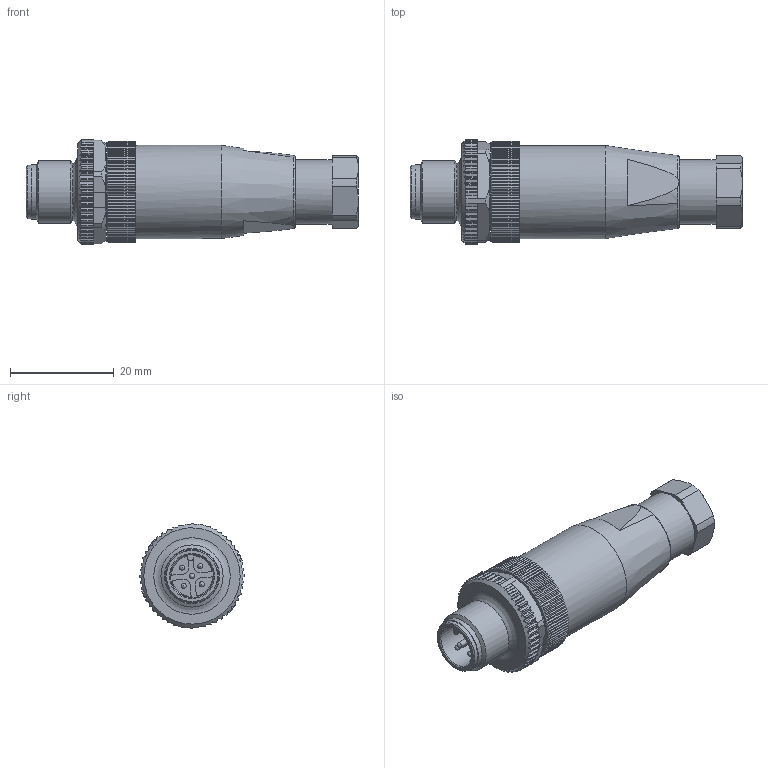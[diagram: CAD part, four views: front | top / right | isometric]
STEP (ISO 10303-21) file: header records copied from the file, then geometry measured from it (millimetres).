
FILE_DESCRIPTION(/* description */ (''),/* implementation_level */ '2;1');
FILE_NAME(/* name */ '99-0437-xxx-05-v12_bg.stp',/* time_stamp */ '2010-07-15T13:52:44+02:00',/* author */ (''),/* organization */ (''),/* preprocessor_version */ 'ST-DEVELOPER v11',/* originating_system */ 'UGS - NX 5.0',/* authorisation */ '');
FILE_SCHEMA (('CONFIG_CONTROL_DESIGN'));
Length unit declared in the file: millimetre
Products named in the file (1): kbor5CEFlkvh
Bounding box: 64.1 x 20.2 x 20.2 mm (x, y, z)
Volume: 12496.8 mm3; surface area: 4472 mm2
Topology: 1 solids, 1 shells, 617 faces, 1802 edges, 1194 vertices
Faces by surface type: plane 359, cylinder 227, cone 24, sphere 5, torus 2
Full cylindrical faces by diameter (mm): 1 x5, 8.3 x1, 10.3 x1, 10.6 x1, 12 x1, 12.5 x1, 13.9 x1, 18 x1
Entity records: 21848 total; most frequent: CARTESIAN_POINT 6149, ORIENTED_EDGE 3508, DIRECTION 2952, EDGE_CURVE 1754, VERTEX_POINT 1174, AXIS2_PLACEMENT_3D 1017, LINE 918, VECTOR 918
